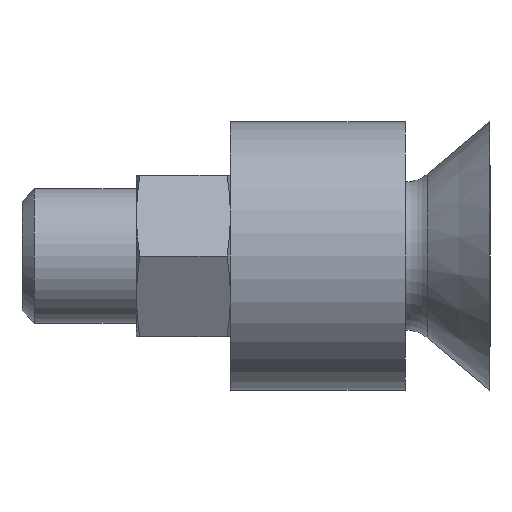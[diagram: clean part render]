
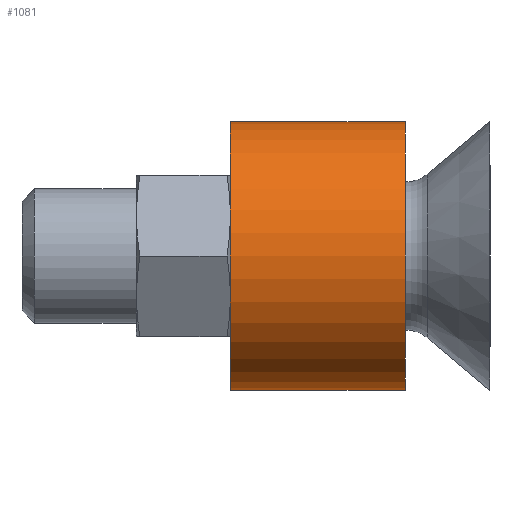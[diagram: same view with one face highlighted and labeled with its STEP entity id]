
A CAD part, left-side view. The second image highlights one B-rep face of the part: STEP entity #1081.
In plain terms, the highlighted cylindrical face has radius 10 mm (diameter 20 mm), a partial arc.
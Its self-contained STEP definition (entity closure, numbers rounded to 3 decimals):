
#27=CYLINDRICAL_SURFACE('',#1169,10.);
#34=LINE('',#1477,#82);
#71=LINE('',#1583,#119);
#82=VECTOR('',#1217,1000.);
#119=VECTOR('',#1320,1000.);
#175=CIRCLE('',#1143,10.);
#179=CIRCLE('',#1149,10.);
#335=ORIENTED_EDGE('',*,*,#474,.F.);
#336=ORIENTED_EDGE('',*,*,#470,.F.);
#337=ORIENTED_EDGE('',*,*,#467,.T.);
#338=ORIENTED_EDGE('',*,*,#415,.F.);
#415=EDGE_CURVE('',#514,#515,#34,.T.);
#467=EDGE_CURVE('',#549,#515,#175,.T.);
#470=EDGE_CURVE('',#549,#550,#71,.T.);
#474=EDGE_CURVE('',#550,#514,#179,.T.);
#514=VERTEX_POINT('',#1478);
#515=VERTEX_POINT('',#1479);
#549=VERTEX_POINT('',#1577);
#550=VERTEX_POINT('',#1584);
#625=EDGE_LOOP('',(#335,#336,#337,#338));
#683=FACE_BOUND('',#625,.T.);
#1081=ADVANCED_FACE('',(#683),#27,.T.);
#1143=AXIS2_PLACEMENT_3D('',#1579,#1312,#1313);
#1149=AXIS2_PLACEMENT_3D('',#1590,#1327,#1328);
#1169=AXIS2_PLACEMENT_3D('',#1660,#1367,#1368);
#1217=DIRECTION('',(0.,-1.,0.));
#1312=DIRECTION('',(0.,1.,0.));
#1313=DIRECTION('',(0.,0.,1.));
#1320=DIRECTION('',(0.,1.,0.));
#1327=DIRECTION('',(0.,1.,0.));
#1328=DIRECTION('',(0.,0.,1.));
#1367=DIRECTION('',(0.,1.,0.));
#1368=DIRECTION('',(0.,0.,1.));
#1477=CARTESIAN_POINT('',(-20.,19.3,10.));
#1478=CARTESIAN_POINT('',(-20.,19.3,10.));
#1479=CARTESIAN_POINT('',(-20.,6.3,10.));
#1577=CARTESIAN_POINT('',(-20.,6.3,-10.));
#1579=CARTESIAN_POINT('',(-20.,6.3,0.));
#1583=CARTESIAN_POINT('',(-20.,6.3,-10.));
#1584=CARTESIAN_POINT('',(-20.,19.3,-10.));
#1590=CARTESIAN_POINT('',(-20.,19.3,0.));
#1660=CARTESIAN_POINT('',(-20.,19.3,0.));
